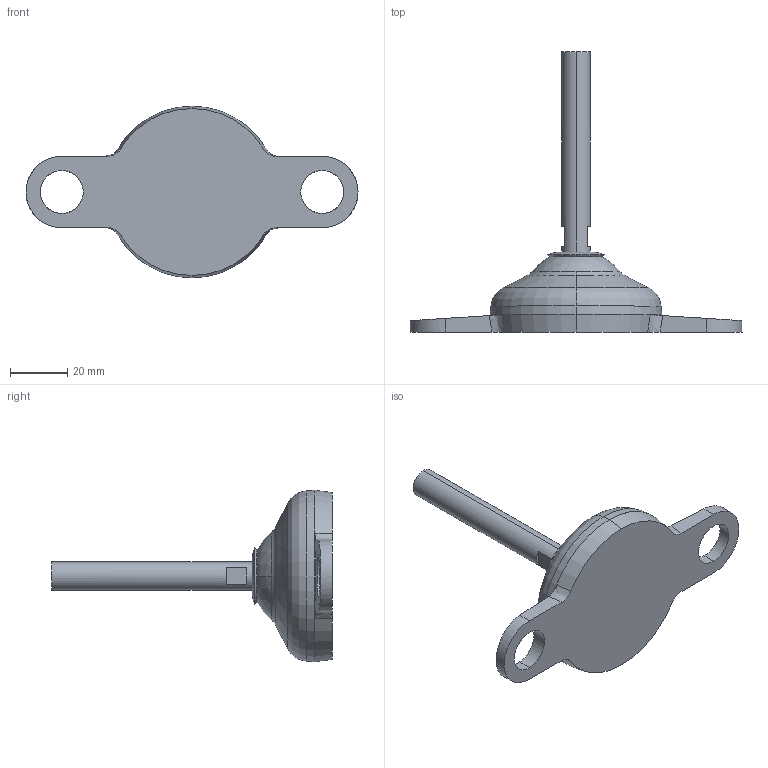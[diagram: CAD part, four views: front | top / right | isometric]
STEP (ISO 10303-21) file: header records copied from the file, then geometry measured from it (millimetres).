
FILE_DESCRIPTION (( 'STEP AP203' ), '1' );
FILE_NAME ('HLFx2 - HLF62-M10-L70-W.STEP', '2024-08-22T10:40:05', ( '' ), ( '' ), 'SwSTEP 2.0', 'SolidWorks 2024', '' );
FILE_SCHEMA (( 'CONFIG_CONTROL_DESIGN' ));
Length unit declared in the file: millimetre
Products named in the file (1): HLFx2 - HLF62-M10-L70-W
Bounding box: 116 x 98 x 60 mm (x, y, z)
Volume: 62368.8 mm3; surface area: 13761.1 mm2
Topology: 2 solids, 2 shells, 48 faces, 118 edges, 76 vertices
Faces by surface type: plane 16, cylinder 10, cone 8, torus 6, sphere 4, bspline 4
Entity records: 1665 total; most frequent: CARTESIAN_POINT 457, DIRECTION 242, ORIENTED_EDGE 236, EDGE_CURVE 118, AXIS2_PLACEMENT_3D 103, VERTEX_POINT 76, CIRCLE 58, EDGE_LOOP 56
